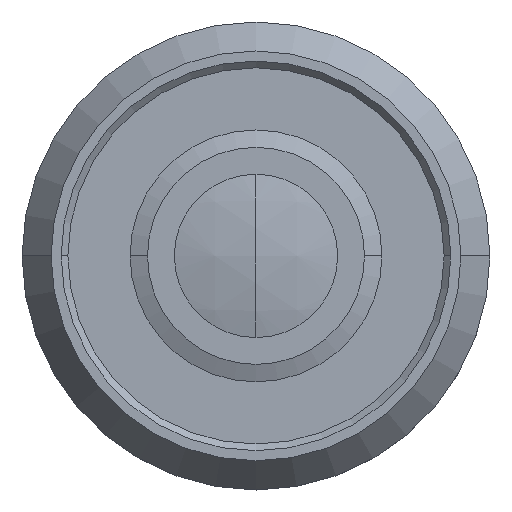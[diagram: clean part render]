
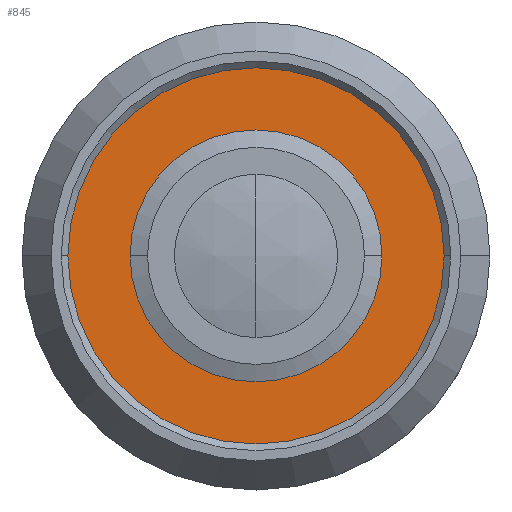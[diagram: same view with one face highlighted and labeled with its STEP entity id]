
A CAD part, top view. The second image highlights one B-rep face of the part: STEP entity #845.
In plain terms, the highlighted planar face has unit normal (0, 0, 1).
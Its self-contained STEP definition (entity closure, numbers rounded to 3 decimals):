
#8 = ORIENTED_EDGE ( 'NONE', *, *, #887, .T. ) ;
#9 = ORIENTED_EDGE ( 'NONE', *, *, #930, .T. ) ;
#10 = ORIENTED_EDGE ( 'NONE', *, *, #900, .F. ) ;
#11 = ORIENTED_EDGE ( 'NONE', *, *, #921, .F. ) ;
#87 = EDGE_LOOP ( 'NONE', ( #10, #11 ) ) ;
#138 = EDGE_LOOP ( 'NONE', ( #8, #9 ) ) ;
#231 = FACE_BOUND ( 'NONE', #138, .T. ) ;
#236 = FACE_OUTER_BOUND ( 'NONE', #87, .T. ) ;
#290 = CIRCLE ( 'NONE', #990, 3.75 ) ;
#310 = CIRCLE ( 'NONE', #998, 5.6 ) ;
#342 = CIRCLE ( 'NONE', #1004, 5.6 ) ;
#357 = CIRCLE ( 'NONE', #1010, 3.75 ) ;
#395 = VERTEX_POINT ( 'NONE', #410 ) ;
#410 = CARTESIAN_POINT ( 'NONE',  ( -3.75, 0., 1.8 ) ) ;
#417 = VERTEX_POINT ( 'NONE', #461 ) ;
#418 = VERTEX_POINT ( 'NONE', #462 ) ;
#419 = VERTEX_POINT ( 'NONE', #463 ) ;
#461 = CARTESIAN_POINT ( 'NONE',  ( 3.75, 0., 1.8 ) ) ;
#462 = CARTESIAN_POINT ( 'NONE',  ( 5.6, 0., 1.8 ) ) ;
#463 = CARTESIAN_POINT ( 'NONE',  ( -5.6, 0., 1.8 ) ) ;
#545 = CARTESIAN_POINT ( 'NONE',  ( 5.6, 0., 1.8 ) ) ;
#546 = PLANE ( 'NONE',  #949 ) ;
#547 = DIRECTION ( 'NONE',  ( 0., 0., -1. ) ) ;
#548 = DIRECTION ( 'NONE',  ( -1., 0., 0. ) ) ;
#650 = CARTESIAN_POINT ( 'NONE',  ( 0., 0., 1.8 ) ) ;
#651 = DIRECTION ( 'NONE',  ( 0., 0., -1. ) ) ;
#652 = DIRECTION ( 'NONE',  ( -1., 0., 0. ) ) ;
#682 = CARTESIAN_POINT ( 'NONE',  ( 0., 0., 1.8 ) ) ;
#683 = DIRECTION ( 'NONE',  ( 0., 0., -1. ) ) ;
#684 = DIRECTION ( 'NONE',  ( -1., 0., 0. ) ) ;
#730 = CARTESIAN_POINT ( 'NONE',  ( 0., 0., 1.8 ) ) ;
#732 = DIRECTION ( 'NONE',  ( 0., 0., -1. ) ) ;
#733 = DIRECTION ( 'NONE',  ( -1., 0., 0. ) ) ;
#749 = CARTESIAN_POINT ( 'NONE',  ( 0., 0., 1.8 ) ) ;
#757 = DIRECTION ( 'NONE',  ( 0., 0., -1. ) ) ;
#758 = DIRECTION ( 'NONE',  ( -1., 0., 0. ) ) ;
#845 = ADVANCED_FACE ( 'NONE', ( #231, #236 ), #546, .F. ) ;
#887 = EDGE_CURVE ( 'NONE', #395, #417, #290, .T. ) ;
#900 = EDGE_CURVE ( 'NONE', #418, #419, #310, .T. ) ;
#921 = EDGE_CURVE ( 'NONE', #419, #418, #342, .T. ) ;
#930 = EDGE_CURVE ( 'NONE', #417, #395, #357, .T. ) ;
#949 = AXIS2_PLACEMENT_3D ( 'NONE', #545, #547, #548 ) ;
#990 = AXIS2_PLACEMENT_3D ( 'NONE', #650, #651, #652 ) ;
#998 = AXIS2_PLACEMENT_3D ( 'NONE', #682, #683, #684 ) ;
#1004 = AXIS2_PLACEMENT_3D ( 'NONE', #730, #732, #733 ) ;
#1010 = AXIS2_PLACEMENT_3D ( 'NONE', #749, #757, #758 ) ;
